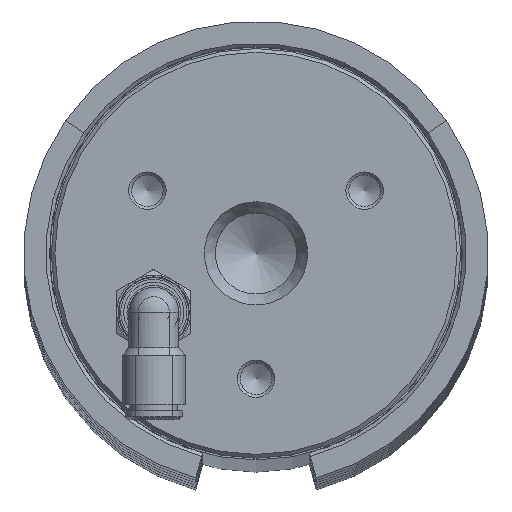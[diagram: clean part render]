
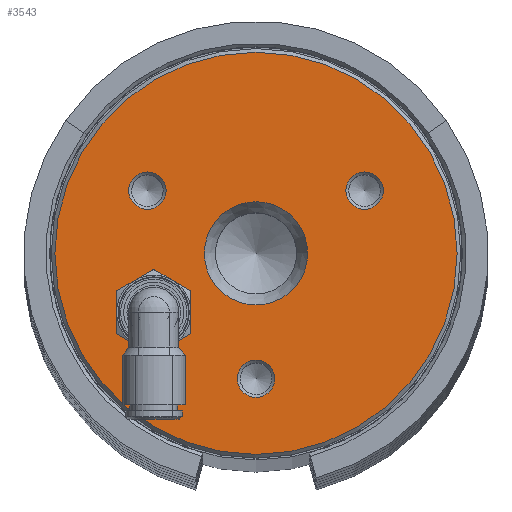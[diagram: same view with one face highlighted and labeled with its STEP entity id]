
A CAD part, top view. The second image highlights one B-rep face of the part: STEP entity #3543.
In plain terms, the highlighted face is planar.
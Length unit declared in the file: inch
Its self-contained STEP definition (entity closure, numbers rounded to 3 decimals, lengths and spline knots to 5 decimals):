
#228 = EDGE_LOOP ( 'NONE', ( #742 ) ) ;
#742 = ORIENTED_EDGE ( 'NONE', *, *, #10535, .F. ) ;
#947 = CARTESIAN_POINT ( 'NONE',  ( -0.92015, 0.53125, -1.8775 ) ) ;
#1170 = VERTEX_POINT ( 'NONE', #5650 ) ;
#1807 = ORIENTED_EDGE ( 'NONE', *, *, #4871, .T. ) ;
#1931 = CIRCLE ( 'NONE', #9579, 0.15846 ) ;
#1958 = CARTESIAN_POINT ( 'NONE',  ( 0.92015, 0.53125, -1.8775 ) ) ;
#1998 = CARTESIAN_POINT ( 'NONE',  ( -0.4375, 0., -1.8775 ) ) ;
#2076 = DIRECTION ( 'NONE',  ( 0., 0., -1. ) ) ;
#2513 = EDGE_CURVE ( 'NONE', #3783, #3783, #2682, .T. ) ;
#2524 = VERTEX_POINT ( 'NONE', #7075 ) ;
#2682 = CIRCLE ( 'NONE', #11333, 0.15846 ) ;
#2810 = CARTESIAN_POINT ( 'NONE',  ( 0.76169, 0.53125, -1.8775 ) ) ;
#2957 = DIRECTION ( 'NONE',  ( -1., 0., 0. ) ) ;
#2983 = AXIS2_PLACEMENT_3D ( 'NONE', #8516, #7470, #13112 ) ;
#3514 = DIRECTION ( 'NONE',  ( 0., 0., -1. ) ) ;
#3543 = ADVANCED_FACE ( 'NONE', ( #9500, #12962, #10351, #3720, #3652, #8076 ), #7087, .T. ) ;
#3652 = FACE_BOUND ( 'NONE', #9195, .T. ) ;
#3720 = FACE_BOUND ( 'NONE', #9324, .T. ) ;
#3783 = VERTEX_POINT ( 'NONE', #11688 ) ;
#3954 = EDGE_LOOP ( 'NONE', ( #13362 ) ) ;
#4007 = VERTEX_POINT ( 'NONE', #2810 ) ;
#4311 = AXIS2_PLACEMENT_3D ( 'NONE', #8284, #3514, #10624 ) ;
#4790 = CARTESIAN_POINT ( 'NONE',  ( 0., 0., -1.8775 ) ) ;
#4871 = EDGE_CURVE ( 'NONE', #2524, #2524, #9325, .T. ) ;
#4888 = CARTESIAN_POINT ( 'NONE',  ( 0., -1.0625, -1.8775 ) ) ;
#5543 = DIRECTION ( 'NONE',  ( -1., 0., 0. ) ) ;
#5650 = CARTESIAN_POINT ( 'NONE',  ( -0.25998, 1., -1.8775 ) ) ;
#7073 = DIRECTION ( 'NONE',  ( -1., 0., 0. ) ) ;
#7075 = CARTESIAN_POINT ( 'NONE',  ( -1.704, 0., -1.8775 ) ) ;
#7087 = PLANE ( 'NONE',  #4311 ) ;
#7286 = EDGE_LOOP ( 'NONE', ( #1807 ) ) ;
#7415 = ORIENTED_EDGE ( 'NONE', *, *, #2513, .F. ) ;
#7450 = VERTEX_POINT ( 'NONE', #1998 ) ;
#7470 = DIRECTION ( 'NONE',  ( 0., 0., -1. ) ) ;
#7603 = VERTEX_POINT ( 'NONE', #13169 ) ;
#8076 = FACE_OUTER_BOUND ( 'NONE', #7286, .T. ) ;
#8272 = CARTESIAN_POINT ( 'NONE',  ( 0., 1., -1.8775 ) ) ;
#8284 = CARTESIAN_POINT ( 'NONE',  ( 1.75, -6.6443, -1.8775 ) ) ;
#8516 = CARTESIAN_POINT ( 'NONE',  ( 0., 0., -1.8775 ) ) ;
#8979 = AXIS2_PLACEMENT_3D ( 'NONE', #8272, #11895, #7073 ) ;
#9195 = EDGE_LOOP ( 'NONE', ( #14442 ) ) ;
#9224 = DIRECTION ( 'NONE',  ( -1., 0., 0. ) ) ;
#9253 = EDGE_LOOP ( 'NONE', ( #7415 ) ) ;
#9324 = EDGE_LOOP ( 'NONE', ( #10342 ) ) ;
#9325 = CIRCLE ( 'NONE', #11256, 1.704 ) ;
#9465 = DIRECTION ( 'NONE',  ( 0., 0., -1. ) ) ;
#9500 = FACE_BOUND ( 'NONE', #9253, .T. ) ;
#9579 = AXIS2_PLACEMENT_3D ( 'NONE', #947, #2076, #2957 ) ;
#9585 = EDGE_CURVE ( 'NONE', #7603, #7603, #1931, .T. ) ;
#10342 = ORIENTED_EDGE ( 'NONE', *, *, #13923, .F. ) ;
#10351 = FACE_BOUND ( 'NONE', #3954, .T. ) ;
#10535 = EDGE_CURVE ( 'NONE', #4007, #4007, #14400, .T. ) ;
#10624 = DIRECTION ( 'NONE',  ( -1., 0., 0. ) ) ;
#10647 = CIRCLE ( 'NONE', #2983, 0.4375 ) ;
#11256 = AXIS2_PLACEMENT_3D ( 'NONE', #4790, #12683, #9224 ) ;
#11316 = EDGE_CURVE ( 'NONE', #7450, #7450, #10647, .T. ) ;
#11333 = AXIS2_PLACEMENT_3D ( 'NONE', #4888, #9465, #14047 ) ;
#11688 = CARTESIAN_POINT ( 'NONE',  ( -0.15846, -1.0625, -1.8775 ) ) ;
#11895 = DIRECTION ( 'NONE',  ( 0., 0., -1. ) ) ;
#12001 = AXIS2_PLACEMENT_3D ( 'NONE', #1958, #12314, #5543 ) ;
#12314 = DIRECTION ( 'NONE',  ( 0., 0., -1. ) ) ;
#12683 = DIRECTION ( 'NONE',  ( 0., 0., -1. ) ) ;
#12962 = FACE_BOUND ( 'NONE', #228, .T. ) ;
#13112 = DIRECTION ( 'NONE',  ( -1., 0., 0. ) ) ;
#13169 = CARTESIAN_POINT ( 'NONE',  ( -1.07862, 0.53125, -1.8775 ) ) ;
#13362 = ORIENTED_EDGE ( 'NONE', *, *, #9585, .F. ) ;
#13535 = CIRCLE ( 'NONE', #8979, 0.25998 ) ;
#13923 = EDGE_CURVE ( 'NONE', #1170, #1170, #13535, .T. ) ;
#14047 = DIRECTION ( 'NONE',  ( -1., 0., 0. ) ) ;
#14400 = CIRCLE ( 'NONE', #12001, 0.15846 ) ;
#14442 = ORIENTED_EDGE ( 'NONE', *, *, #11316, .F. ) ;
